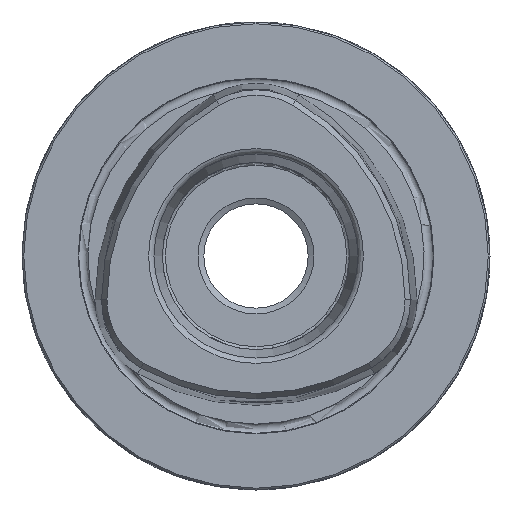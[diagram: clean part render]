
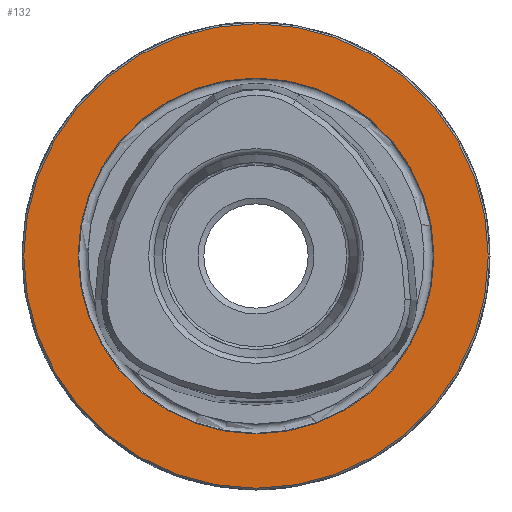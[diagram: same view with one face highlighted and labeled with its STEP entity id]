
A CAD part, left-side view. The second image highlights one B-rep face of the part: STEP entity #132.
In plain terms, the highlighted planar face has unit normal (-1, 0, 0).
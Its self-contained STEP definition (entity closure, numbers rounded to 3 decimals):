
#132 = ADVANCED_FACE( '', ( #363, #364 ), #365, .T. );
#363 = FACE_OUTER_BOUND( '', #738, .T. );
#364 = FACE_BOUND( '', #739, .T. );
#365 = PLANE( '', #740 );
#738 = EDGE_LOOP( '', ( #1112 ) );
#739 = EDGE_LOOP( '', ( #1113 ) );
#740 = AXIS2_PLACEMENT_3D( '', #1114, #1115, #1116 );
#1112 = ORIENTED_EDGE( '', *, *, #1946, .T. );
#1113 = ORIENTED_EDGE( '', *, *, #1947, .F. );
#1114 = CARTESIAN_POINT( '', ( 0., 0., 30.25 ) );
#1115 = DIRECTION( '', ( -1., 0., 0. ) );
#1116 = DIRECTION( '', ( 0., 0., 1. ) );
#1946 = EDGE_CURVE( '', #2265, #2265, #2266, .T. );
#1947 = EDGE_CURVE( '', #2267, #2267, #2268, .T. );
#2265 = VERTEX_POINT( '', #2787 );
#2266 = CIRCLE( '', #2788, 39.7 );
#2267 = VERTEX_POINT( '', #2789 );
#2268 = CIRCLE( '', #2790, 30.414 );
#2787 = CARTESIAN_POINT( '', ( 0., 0., 39.7 ) );
#2788 = AXIS2_PLACEMENT_3D( '', #4281, #4282, #4283 );
#2789 = CARTESIAN_POINT( '', ( 0., 0., 30.414 ) );
#2790 = AXIS2_PLACEMENT_3D( '', #4284, #4285, #4286 );
#4281 = CARTESIAN_POINT( '', ( 0., 0., 0. ) );
#4282 = DIRECTION( '', ( -1., 0., 0. ) );
#4283 = DIRECTION( '', ( 0., 0., 1. ) );
#4284 = CARTESIAN_POINT( '', ( 0., 0., 0. ) );
#4285 = DIRECTION( '', ( -1., 0., 0. ) );
#4286 = DIRECTION( '', ( 0., 0., 1. ) );
